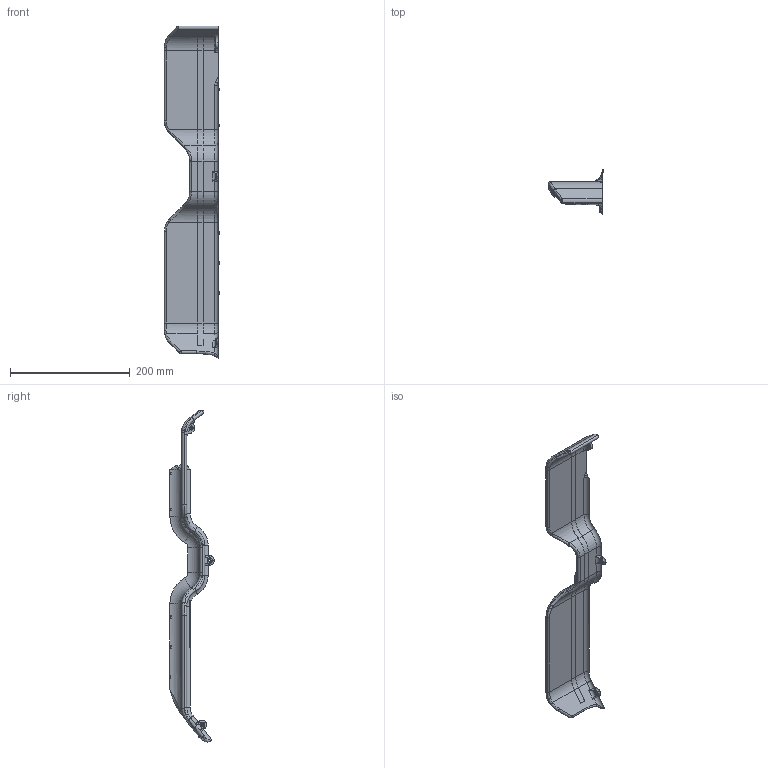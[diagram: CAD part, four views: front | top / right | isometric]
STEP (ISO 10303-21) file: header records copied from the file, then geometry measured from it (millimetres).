
FILE_DESCRIPTION (( 'STEP AP214' ), '1' );
FILE_NAME ('201225_AI_rightwing.STEP', '2018-10-24T02:23:54', ( '' ), ( '' ), 'SwSTEP 2.0', 'SolidWorks 2011', '' );
FILE_SCHEMA (( 'AUTOMOTIVE_DESIGN' ));
Length unit declared in the file: millimetre
Products named in the file (1): 201225_AI_rightwing
Bounding box: 92 x 74 x 553.97 mm (x, y, z)
Volume: 418862.1 mm3; surface area: 121588.9 mm2
Topology: 1 solids, 1 shells, 310 faces, 818 edges, 511 vertices
Faces by surface type: cylinder 187, plane 44, bspline 39, torus 33, cone 7
Entity records: 11677 total; most frequent: CARTESIAN_POINT 4271, ORIENTED_EDGE 1630, DIRECTION 1499, EDGE_CURVE 815, AXIS2_PLACEMENT_3D 606, VERTEX_POINT 511, CIRCLE 334, EDGE_LOOP 328
